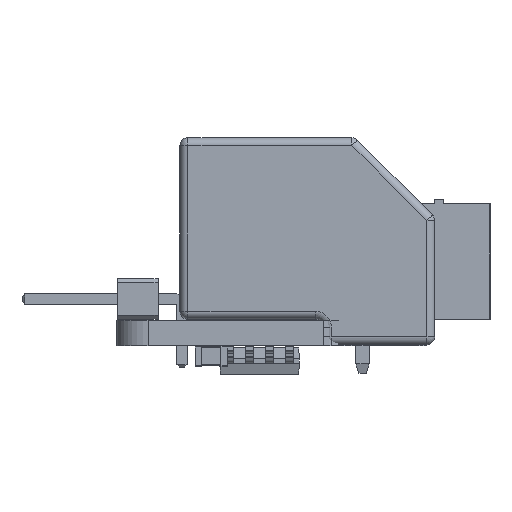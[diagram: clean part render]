
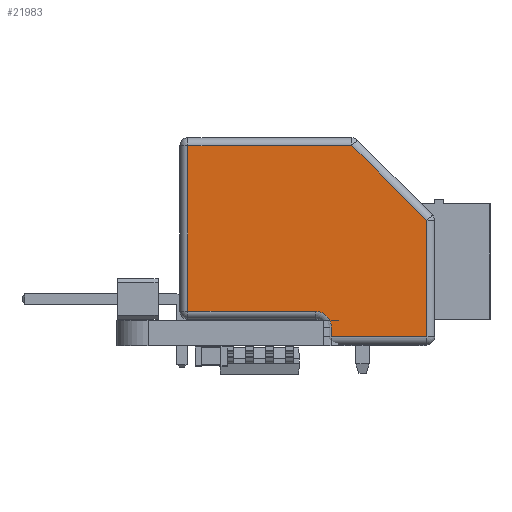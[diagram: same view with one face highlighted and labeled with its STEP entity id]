
A CAD part, left-side view. The second image highlights one B-rep face of the part: STEP entity #21983.
In plain terms, the highlighted planar face has unit normal (-1, 0, 0).
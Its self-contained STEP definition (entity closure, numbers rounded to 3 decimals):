
#21983 = ADVANCED_FACE('',(#21984),#21998,.F.);
#21984 = FACE_BOUND('',#21985,.F.);
#21985 = EDGE_LOOP('',(#21986,#22021,#22049,#22077,#22105,#22133,#22161,
    #22189));
#21986 = ORIENTED_EDGE('',*,*,#21987,.F.);
#21987 = EDGE_CURVE('',#21988,#21990,#21992,.T.);
#21988 = VERTEX_POINT('',#21989);
#21989 = CARTESIAN_POINT('',(-3.,-8.5,-0.5));
#21990 = VERTEX_POINT('',#21991);
#21991 = CARTESIAN_POINT('',(-3.,-0.5,-0.5));
#21992 = SURFACE_CURVE('',#21993,(#21997,#22009),.PCURVE_S1.);
#21993 = LINE('',#21994,#21995);
#21994 = CARTESIAN_POINT('',(-3.,-8.5,-0.5));
#21995 = VECTOR('',#21996,1.);
#21996 = DIRECTION('',(0.,1.,0.));
#21997 = PCURVE('',#21998,#22003);
#21998 = PLANE('',#21999);
#21999 = AXIS2_PLACEMENT_3D('',#22000,#22001,#22002);
#22000 = CARTESIAN_POINT('',(-3.,0.,0.));
#22001 = DIRECTION('',(1.,0.,0.));
#22002 = DIRECTION('',(0.,-1.,0.));
#22003 = DEFINITIONAL_REPRESENTATION('',(#22004),#22008);
#22004 = LINE('',#22005,#22006);
#22005 = CARTESIAN_POINT('',(8.5,0.5));
#22006 = VECTOR('',#22007,1.);
#22007 = DIRECTION('',(-1.,0.));
#22008 = ( GEOMETRIC_REPRESENTATION_CONTEXT(2) 
PARAMETRIC_REPRESENTATION_CONTEXT() REPRESENTATION_CONTEXT('2D SPACE',''
  ) );
#22009 = PCURVE('',#22010,#22015);
#22010 = CYLINDRICAL_SURFACE('',#22011,0.5);
#22011 = AXIS2_PLACEMENT_3D('',#22012,#22013,#22014);
#22012 = CARTESIAN_POINT('',(-2.5,-29.858,-0.5));
#22013 = DIRECTION('',(0.,1.,0.));
#22014 = DIRECTION('',(-1.,0.,0.));
#22015 = DEFINITIONAL_REPRESENTATION('',(#22016),#22020);
#22016 = LINE('',#22017,#22018);
#22017 = CARTESIAN_POINT('',(0.,21.358));
#22018 = VECTOR('',#22019,1.);
#22019 = DIRECTION('',(0.,1.));
#22020 = ( GEOMETRIC_REPRESENTATION_CONTEXT(2) 
PARAMETRIC_REPRESENTATION_CONTEXT() REPRESENTATION_CONTEXT('2D SPACE',''
  ) );
#22021 = ORIENTED_EDGE('',*,*,#22022,.F.);
#22022 = EDGE_CURVE('',#22023,#21988,#22025,.T.);
#22023 = VERTEX_POINT('',#22024);
#22024 = CARTESIAN_POINT('',(-3.,-8.5,-10.9));
#22025 = SURFACE_CURVE('',#22026,(#22030,#22037),.PCURVE_S1.);
#22026 = LINE('',#22027,#22028);
#22027 = CARTESIAN_POINT('',(-3.,-8.5,-10.9));
#22028 = VECTOR('',#22029,1.);
#22029 = DIRECTION('',(0.,0.,1.));
#22030 = PCURVE('',#21998,#22031);
#22031 = DEFINITIONAL_REPRESENTATION('',(#22032),#22036);
#22032 = LINE('',#22033,#22034);
#22033 = CARTESIAN_POINT('',(8.5,10.9));
#22034 = VECTOR('',#22035,1.);
#22035 = DIRECTION('',(0.,-1.));
#22036 = ( GEOMETRIC_REPRESENTATION_CONTEXT(2) 
PARAMETRIC_REPRESENTATION_CONTEXT() REPRESENTATION_CONTEXT('2D SPACE',''
  ) );
#22037 = PCURVE('',#22038,#22043);
#22038 = CYLINDRICAL_SURFACE('',#22039,0.5);
#22039 = AXIS2_PLACEMENT_3D('',#22040,#22041,#22042);
#22040 = CARTESIAN_POINT('',(-2.5,-8.5,-28.347));
#22041 = DIRECTION('',(0.,0.,1.));
#22042 = DIRECTION('',(-1.,0.,0.));
#22043 = DEFINITIONAL_REPRESENTATION('',(#22044),#22048);
#22044 = LINE('',#22045,#22046);
#22045 = CARTESIAN_POINT('',(0.,17.447));
#22046 = VECTOR('',#22047,1.);
#22047 = DIRECTION('',(0.,1.));
#22048 = ( GEOMETRIC_REPRESENTATION_CONTEXT(2) 
PARAMETRIC_REPRESENTATION_CONTEXT() REPRESENTATION_CONTEXT('2D SPACE',''
  ) );
#22049 = ORIENTED_EDGE('',*,*,#22050,.F.);
#22050 = EDGE_CURVE('',#22051,#22023,#22053,.T.);
#22051 = VERTEX_POINT('',#22052);
#22052 = CARTESIAN_POINT('',(-3.,1.793,-10.9));
#22053 = SURFACE_CURVE('',#22054,(#22058,#22065),.PCURVE_S1.);
#22054 = LINE('',#22055,#22056);
#22055 = CARTESIAN_POINT('',(-3.,1.793,-10.9));
#22056 = VECTOR('',#22057,1.);
#22057 = DIRECTION('',(0.,-1.,0.));
#22058 = PCURVE('',#21998,#22059);
#22059 = DEFINITIONAL_REPRESENTATION('',(#22060),#22064);
#22060 = LINE('',#22061,#22062);
#22061 = CARTESIAN_POINT('',(-1.793,10.9));
#22062 = VECTOR('',#22063,1.);
#22063 = DIRECTION('',(1.,0.));
#22064 = ( GEOMETRIC_REPRESENTATION_CONTEXT(2) 
PARAMETRIC_REPRESENTATION_CONTEXT() REPRESENTATION_CONTEXT('2D SPACE',''
  ) );
#22065 = PCURVE('',#22066,#22071);
#22066 = CYLINDRICAL_SURFACE('',#22067,0.5);
#22067 = AXIS2_PLACEMENT_3D('',#22068,#22069,#22070);
#22068 = CARTESIAN_POINT('',(-2.5,27.858,-10.9));
#22069 = DIRECTION('',(0.,-1.,0.));
#22070 = DIRECTION('',(-1.,0.,0.));
#22071 = DEFINITIONAL_REPRESENTATION('',(#22072),#22076);
#22072 = LINE('',#22073,#22074);
#22073 = CARTESIAN_POINT('',(0.,26.065));
#22074 = VECTOR('',#22075,1.);
#22075 = DIRECTION('',(0.,1.));
#22076 = ( GEOMETRIC_REPRESENTATION_CONTEXT(2) 
PARAMETRIC_REPRESENTATION_CONTEXT() REPRESENTATION_CONTEXT('2D SPACE',''
  ) );
#22077 = ORIENTED_EDGE('',*,*,#22078,.F.);
#22078 = EDGE_CURVE('',#22079,#22051,#22081,.T.);
#22079 = VERTEX_POINT('',#22080);
#22080 = CARTESIAN_POINT('',(-3.,6.5,-6.193));
#22081 = SURFACE_CURVE('',#22082,(#22086,#22093),.PCURVE_S1.);
#22082 = LINE('',#22083,#22084);
#22083 = CARTESIAN_POINT('',(-3.,6.5,-6.193));
#22084 = VECTOR('',#22085,1.);
#22085 = DIRECTION('',(0.,-0.707,-0.707));
#22086 = PCURVE('',#21998,#22087);
#22087 = DEFINITIONAL_REPRESENTATION('',(#22088),#22092);
#22088 = LINE('',#22089,#22090);
#22089 = CARTESIAN_POINT('',(-6.5,6.193));
#22090 = VECTOR('',#22091,1.);
#22091 = DIRECTION('',(0.707,0.707));
#22092 = ( GEOMETRIC_REPRESENTATION_CONTEXT(2) 
PARAMETRIC_REPRESENTATION_CONTEXT() REPRESENTATION_CONTEXT('2D SPACE',''
  ) );
#22093 = PCURVE('',#22094,#22099);
#22094 = CYLINDRICAL_SURFACE('',#22095,0.5);
#22095 = AXIS2_PLACEMENT_3D('',#22096,#22097,#22098);
#22096 = CARTESIAN_POINT('',(-2.5,27.858,15.165));
#22097 = DIRECTION('',(0.,-0.707,-0.707));
#22098 = DIRECTION('',(-1.,0.,0.));
#22099 = DEFINITIONAL_REPRESENTATION('',(#22100),#22104);
#22100 = LINE('',#22101,#22102);
#22101 = CARTESIAN_POINT('',(0.,30.204));
#22102 = VECTOR('',#22103,1.);
#22103 = DIRECTION('',(0.,1.));
#22104 = ( GEOMETRIC_REPRESENTATION_CONTEXT(2) 
PARAMETRIC_REPRESENTATION_CONTEXT() REPRESENTATION_CONTEXT('2D SPACE',''
  ) );
#22105 = ORIENTED_EDGE('',*,*,#22106,.F.);
#22106 = EDGE_CURVE('',#22107,#22079,#22109,.T.);
#22107 = VERTEX_POINT('',#22108);
#22108 = CARTESIAN_POINT('',(-3.,6.5,1.1));
#22109 = SURFACE_CURVE('',#22110,(#22114,#22121),.PCURVE_S1.);
#22110 = LINE('',#22111,#22112);
#22111 = CARTESIAN_POINT('',(-3.,6.5,1.1));
#22112 = VECTOR('',#22113,1.);
#22113 = DIRECTION('',(0.,0.,-1.));
#22114 = PCURVE('',#21998,#22115);
#22115 = DEFINITIONAL_REPRESENTATION('',(#22116),#22120);
#22116 = LINE('',#22117,#22118);
#22117 = CARTESIAN_POINT('',(-6.5,-1.1));
#22118 = VECTOR('',#22119,1.);
#22119 = DIRECTION('',(0.,1.));
#22120 = ( GEOMETRIC_REPRESENTATION_CONTEXT(2) 
PARAMETRIC_REPRESENTATION_CONTEXT() REPRESENTATION_CONTEXT('2D SPACE',''
  ) );
#22121 = PCURVE('',#22122,#22127);
#22122 = CYLINDRICAL_SURFACE('',#22123,0.5);
#22123 = AXIS2_PLACEMENT_3D('',#22124,#22125,#22126);
#22124 = CARTESIAN_POINT('',(-2.5,6.5,18.547));
#22125 = DIRECTION('',(0.,0.,-1.));
#22126 = DIRECTION('',(-1.,0.,0.));
#22127 = DEFINITIONAL_REPRESENTATION('',(#22128),#22132);
#22128 = LINE('',#22129,#22130);
#22129 = CARTESIAN_POINT('',(0.,17.447));
#22130 = VECTOR('',#22131,1.);
#22131 = DIRECTION('',(0.,1.));
#22132 = ( GEOMETRIC_REPRESENTATION_CONTEXT(2) 
PARAMETRIC_REPRESENTATION_CONTEXT() REPRESENTATION_CONTEXT('2D SPACE',''
  ) );
#22133 = ORIENTED_EDGE('',*,*,#22134,.F.);
#22134 = EDGE_CURVE('',#22135,#22107,#22137,.T.);
#22135 = VERTEX_POINT('',#22136);
#22136 = CARTESIAN_POINT('',(-3.,0.5,1.1));
#22137 = SURFACE_CURVE('',#22138,(#22142,#22149),.PCURVE_S1.);
#22138 = LINE('',#22139,#22140);
#22139 = CARTESIAN_POINT('',(-3.,0.5,1.1));
#22140 = VECTOR('',#22141,1.);
#22141 = DIRECTION('',(0.,1.,0.));
#22142 = PCURVE('',#21998,#22143);
#22143 = DEFINITIONAL_REPRESENTATION('',(#22144),#22148);
#22144 = LINE('',#22145,#22146);
#22145 = CARTESIAN_POINT('',(-0.5,-1.1));
#22146 = VECTOR('',#22147,1.);
#22147 = DIRECTION('',(-1.,0.));
#22148 = ( GEOMETRIC_REPRESENTATION_CONTEXT(2) 
PARAMETRIC_REPRESENTATION_CONTEXT() REPRESENTATION_CONTEXT('2D SPACE',''
  ) );
#22149 = PCURVE('',#22150,#22155);
#22150 = CYLINDRICAL_SURFACE('',#22151,0.5);
#22151 = AXIS2_PLACEMENT_3D('',#22152,#22153,#22154);
#22152 = CARTESIAN_POINT('',(-2.5,-29.858,1.1));
#22153 = DIRECTION('',(0.,1.,0.));
#22154 = DIRECTION('',(-1.,0.,0.));
#22155 = DEFINITIONAL_REPRESENTATION('',(#22156),#22160);
#22156 = LINE('',#22157,#22158);
#22157 = CARTESIAN_POINT('',(0.,30.358));
#22158 = VECTOR('',#22159,1.);
#22159 = DIRECTION('',(0.,1.));
#22160 = ( GEOMETRIC_REPRESENTATION_CONTEXT(2) 
PARAMETRIC_REPRESENTATION_CONTEXT() REPRESENTATION_CONTEXT('2D SPACE',''
  ) );
#22161 = ORIENTED_EDGE('',*,*,#22162,.F.);
#22162 = EDGE_CURVE('',#22163,#22135,#22165,.T.);
#22163 = VERTEX_POINT('',#22164);
#22164 = CARTESIAN_POINT('',(-3.,0.5,0.5));
#22165 = SURFACE_CURVE('',#22166,(#22170,#22177),.PCURVE_S1.);
#22166 = LINE('',#22167,#22168);
#22167 = CARTESIAN_POINT('',(-3.,0.5,0.5));
#22168 = VECTOR('',#22169,1.);
#22169 = DIRECTION('',(0.,0.,1.));
#22170 = PCURVE('',#21998,#22171);
#22171 = DEFINITIONAL_REPRESENTATION('',(#22172),#22176);
#22172 = LINE('',#22173,#22174);
#22173 = CARTESIAN_POINT('',(-0.5,-0.5));
#22174 = VECTOR('',#22175,1.);
#22175 = DIRECTION('',(0.,-1.));
#22176 = ( GEOMETRIC_REPRESENTATION_CONTEXT(2) 
PARAMETRIC_REPRESENTATION_CONTEXT() REPRESENTATION_CONTEXT('2D SPACE',''
  ) );
#22177 = PCURVE('',#22178,#22183);
#22178 = CYLINDRICAL_SURFACE('',#22179,0.5);
#22179 = AXIS2_PLACEMENT_3D('',#22180,#22181,#22182);
#22180 = CARTESIAN_POINT('',(-2.5,0.5,-28.347));
#22181 = DIRECTION('',(0.,0.,1.));
#22182 = DIRECTION('',(-1.,0.,0.));
#22183 = DEFINITIONAL_REPRESENTATION('',(#22184),#22188);
#22184 = LINE('',#22185,#22186);
#22185 = CARTESIAN_POINT('',(0.,28.847));
#22186 = VECTOR('',#22187,1.);
#22187 = DIRECTION('',(0.,1.));
#22188 = ( GEOMETRIC_REPRESENTATION_CONTEXT(2) 
PARAMETRIC_REPRESENTATION_CONTEXT() REPRESENTATION_CONTEXT('2D SPACE',''
  ) );
#22189 = ORIENTED_EDGE('',*,*,#22190,.F.);
#22190 = EDGE_CURVE('',#21990,#22163,#22191,.T.);
#22191 = SURFACE_CURVE('',#22192,(#22197,#22204),.PCURVE_S1.);
#22192 = CIRCLE('',#22193,1.);
#22193 = AXIS2_PLACEMENT_3D('',#22194,#22195,#22196);
#22194 = CARTESIAN_POINT('',(-3.,-0.5,0.5));
#22195 = DIRECTION('',(1.,0.,0.));
#22196 = DIRECTION('',(0.,0.,-1.));
#22197 = PCURVE('',#21998,#22198);
#22198 = DEFINITIONAL_REPRESENTATION('',(#22199),#22203);
#22199 = CIRCLE('',#22200,1.);
#22200 = AXIS2_PLACEMENT_2D('',#22201,#22202);
#22201 = CARTESIAN_POINT('',(0.5,-0.5));
#22202 = DIRECTION('',(0.,1.));
#22203 = ( GEOMETRIC_REPRESENTATION_CONTEXT(2) 
PARAMETRIC_REPRESENTATION_CONTEXT() REPRESENTATION_CONTEXT('2D SPACE',''
  ) );
#22204 = PCURVE('',#22205,#22210);
#22205 = TOROIDAL_SURFACE('',#22206,1.,0.5);
#22206 = AXIS2_PLACEMENT_3D('',#22207,#22208,#22209);
#22207 = CARTESIAN_POINT('',(-2.5,-0.5,0.5));
#22208 = DIRECTION('',(1.,0.,0.));
#22209 = DIRECTION('',(0.,-0.066,-0.998));
#22210 = DEFINITIONAL_REPRESENTATION('',(#22211),#22215);
#22211 = LINE('',#22212,#22213);
#22212 = CARTESIAN_POINT('',(0.066,4.712));
#22213 = VECTOR('',#22214,1.);
#22214 = DIRECTION('',(1.,0.));
#22215 = ( GEOMETRIC_REPRESENTATION_CONTEXT(2) 
PARAMETRIC_REPRESENTATION_CONTEXT() REPRESENTATION_CONTEXT('2D SPACE',''
  ) );
